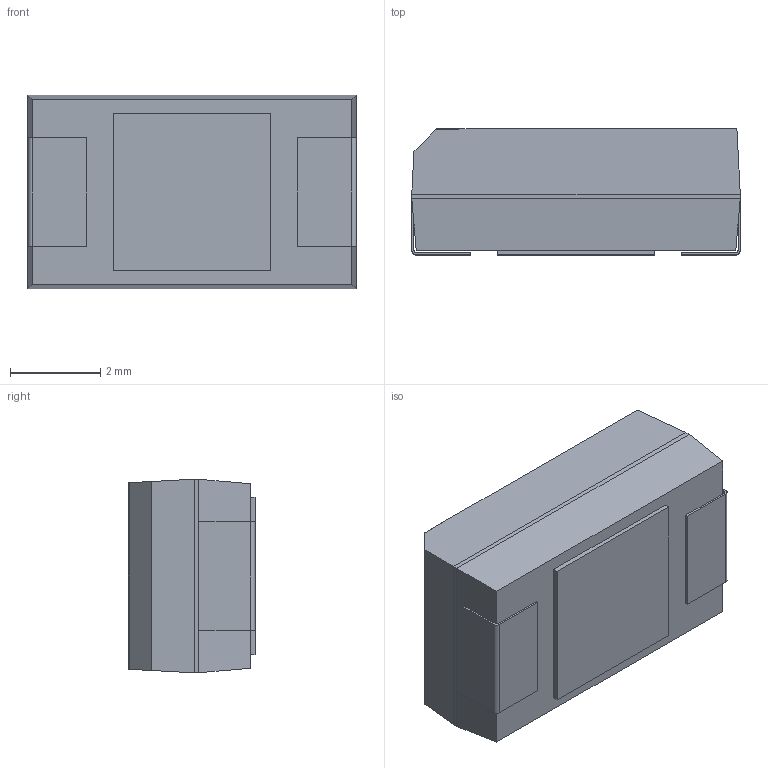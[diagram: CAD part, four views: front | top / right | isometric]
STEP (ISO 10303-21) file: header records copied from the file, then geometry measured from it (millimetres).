
FILE_DESCRIPTION (( 'STEP AP214' ), '1' );
FILE_NAME ('0447C78E-8DDF-40B1-AE82-0B9969C48EBA.STEP', '2025-06-30T09:36:43', ( '' ), ( '' ), 'SwSTEP 2.0', 'SolidWorks 2022', '' );
FILE_SCHEMA (( 'AUTOMOTIVE_DESIGN' ));
Length unit declared in the file: millimetre
Products named in the file (1): 0447C78E-8DDF-40B1-AE82-0B9969C48EBA
Bounding box: 7.3 x 2.8 x 4.3 mm (x, y, z)
Volume: 83.5 mm3; surface area: 145.5 mm2
Topology: 3 solids, 3 shells, 149 faces, 390 edges, 256 vertices
Faces by surface type: plane 75, bspline 70, cylinder 4
Entity records: 6587 total; most frequent: CARTESIAN_POINT 1706, ORIENTED_EDGE 780, DIRECTION 418, EDGE_CURVE 390, VERTEX_POINT 256, VECTOR 242, LINE 242, EDGE_LOOP 158
